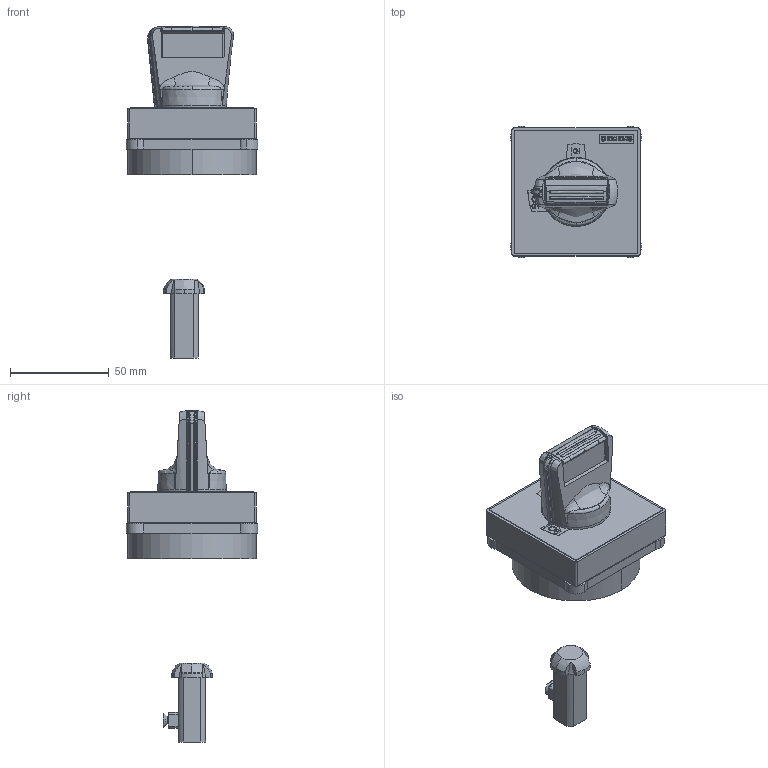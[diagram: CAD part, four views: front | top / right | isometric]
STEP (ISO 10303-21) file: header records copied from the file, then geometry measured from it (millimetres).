
FILE_DESCRIPTION(('STEP AP214'),'1');
FILE_NAME('cctmp_1107FB81-C41A-48FC-84D4-13005BA2922D_2024_04_17_08_39_24_0216..stp','2024-04-17T06:39:24',('SIEMENS A&D'),('CADClick - www.CADClick.com'),'Spatial InterOp 3D postprocessed',' ','unknown authorization');
FILE_SCHEMA(('AUTOMOTIVE_DESIGN'));
Length unit declared in the file: millimetre
Products named in the file (1): 1
Bounding box: 66.59 x 66.6 x 168.49 mm (x, y, z)
Volume: 137222.2 mm3; surface area: 27993 mm2
Topology: 2 solids, 2 shells, 546 faces, 1468 edges, 951 vertices
Faces by surface type: plane 307, cylinder 128, bspline 79, cone 21, torus 6, extrusion 5
Entity records: 27422 total; most frequent: CARTESIAN_POINT 11273, ORIENTED_EDGE 2920, DIRECTION 2347, EDGE_CURVE 1460, VERTEX_POINT 951, STYLED_ITEM 916, PRESENTATION_STYLE_ASSIGNMENT 916, VECTOR 899
